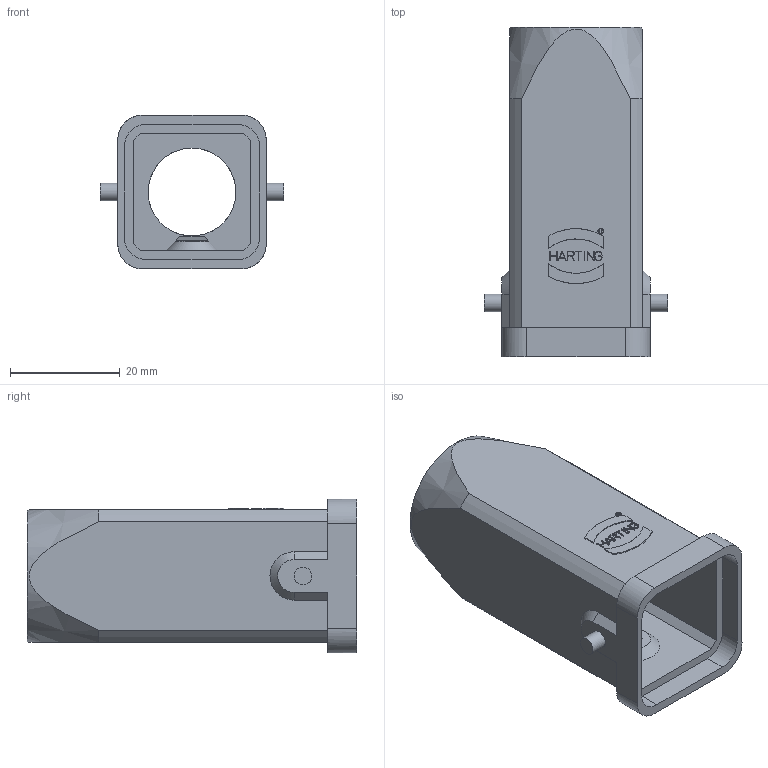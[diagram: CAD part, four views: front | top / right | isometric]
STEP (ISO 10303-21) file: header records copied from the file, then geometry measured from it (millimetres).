
FILE_DESCRIPTION(( 'HARTING HARTING HARTING HARTING HARTING HARTING HARTING HARTING HARTING', 'This Document is valid for Parts No. 19 62 003 1440'),'2;1');
FILE_NAME('MD_19620031440_R000001.stp', '2003-08-06T10:36:39',('ITIS-3'),('HARTING KGaA, D-32339 Espelkamp'), 'I-DEAS Master Series 9','HP-UNIX','Yes');
FILE_SCHEMA(('AUTOMOTIVE_DESIGN { 1 0 10303 214 0 1 1 1 }'));
Length unit declared in the file: millimetre
Products named in the file (1): Han 3EMV-gg-M20
Bounding box: 33.4 x 60 x 28 mm (x, y, z)
Volume: 10532.5 mm3; surface area: 11205.4 mm2
Topology: 1 solids, 1 shells, 167 faces, 436 edges, 291 vertices
Faces by surface type: bspline 167
Entity records: 5076 total; most frequent: CARTESIAN_POINT 2421, ORIENTED_EDGE 872, EDGE_CURVE 436, VERTEX_POINT 291, QUASI_UNIFORM_CURVE 193, EDGE_LOOP 191, B_SPLINE_CURVE_WITH_KNOTS 170, FACE_OUTER_BOUND 167
